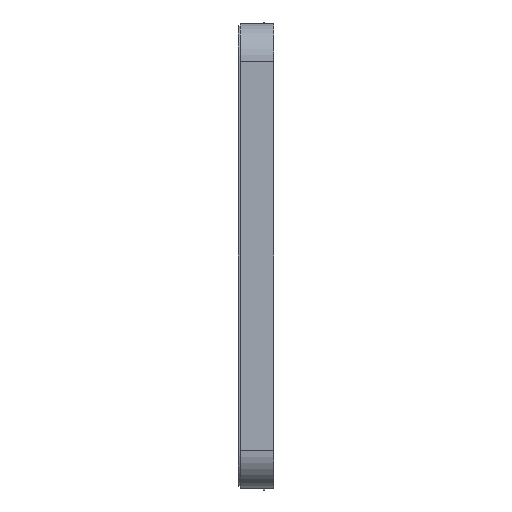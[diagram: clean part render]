
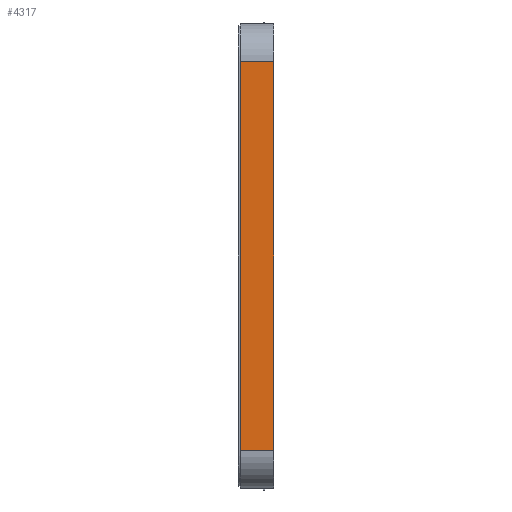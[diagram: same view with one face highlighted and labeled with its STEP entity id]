
A CAD part, front view. The second image highlights one B-rep face of the part: STEP entity #4317.
In plain terms, the highlighted planar face has unit normal (0, -1, 0).
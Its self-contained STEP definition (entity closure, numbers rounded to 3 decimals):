
#369 = CARTESIAN_POINT ( 'NONE',  ( 35., -206.7, 0. ) ) ;
#1102 = DIRECTION ( 'NONE',  ( 0., 0., 1. ) ) ;
#1240 = CARTESIAN_POINT ( 'NONE',  ( 54., -206.7, 781. ) ) ;
#1314 = DIRECTION ( 'NONE',  ( 1., 0., 0. ) ) ;
#1891 = ORIENTED_EDGE ( 'NONE', *, *, #19518, .T. ) ;
#2008 = DIRECTION ( 'NONE',  ( 0., 0., 1. ) ) ;
#2590 = VECTOR ( 'NONE', #1102, 1000. ) ;
#2892 = VERTEX_POINT ( 'NONE', #8577 ) ;
#3275 = LINE ( 'NONE', #369, #5384 ) ;
#4049 = VERTEX_POINT ( 'NONE', #6882 ) ;
#4317 = ADVANCED_FACE ( 'NONE', ( #15438 ), #13158, .T. ) ;
#4552 = ORIENTED_EDGE ( 'NONE', *, *, #21087, .F. ) ;
#4681 = EDGE_CURVE ( 'NONE', #4049, #2892, #6343, .T. ) ;
#5158 = EDGE_LOOP ( 'NONE', ( #4552, #13458, #11576, #1891 ) ) ;
#5384 = VECTOR ( 'NONE', #2008, 1000. ) ;
#6042 = CARTESIAN_POINT ( 'NONE',  ( 34., -206.7, 560. ) ) ;
#6343 = LINE ( 'NONE', #6042, #7641 ) ;
#6882 = CARTESIAN_POINT ( 'NONE',  ( 35., -206.7, 560. ) ) ;
#7641 = VECTOR ( 'NONE', #21249, 1000. ) ;
#7972 = DIRECTION ( 'NONE',  ( 0., -1., 0. ) ) ;
#8045 = DIRECTION ( 'NONE',  ( 0., 0., -1. ) ) ;
#8577 = CARTESIAN_POINT ( 'NONE',  ( 54., -206.7, 560. ) ) ;
#11175 = LINE ( 'NONE', #21262, #2590 ) ;
#11576 = ORIENTED_EDGE ( 'NONE', *, *, #4681, .T. ) ;
#12101 = EDGE_CURVE ( 'NONE', #4049, #13397, #3275, .T. ) ;
#13158 = PLANE ( 'NONE',  #18080 ) ;
#13397 = VERTEX_POINT ( 'NONE', #19545 ) ;
#13458 = ORIENTED_EDGE ( 'NONE', *, *, #12101, .F. ) ;
#14313 = VERTEX_POINT ( 'NONE', #1240 ) ;
#14538 = VECTOR ( 'NONE', #1314, 1000. ) ;
#15438 = FACE_OUTER_BOUND ( 'NONE', #5158, .T. ) ;
#15574 = LINE ( 'NONE', #19489, #14538 ) ;
#16226 = CARTESIAN_POINT ( 'NONE',  ( 34., -206.7, 560. ) ) ;
#18080 = AXIS2_PLACEMENT_3D ( 'NONE', #16226, #7972, #8045 ) ;
#19489 = CARTESIAN_POINT ( 'NONE',  ( 34., -206.7, 781. ) ) ;
#19518 = EDGE_CURVE ( 'NONE', #2892, #14313, #11175, .T. ) ;
#19545 = CARTESIAN_POINT ( 'NONE',  ( 35., -206.7, 781. ) ) ;
#21087 = EDGE_CURVE ( 'NONE', #13397, #14313, #15574, .T. ) ;
#21249 = DIRECTION ( 'NONE',  ( 1., 0., 0. ) ) ;
#21262 = CARTESIAN_POINT ( 'NONE',  ( 54., -206.7, 560. ) ) ;
